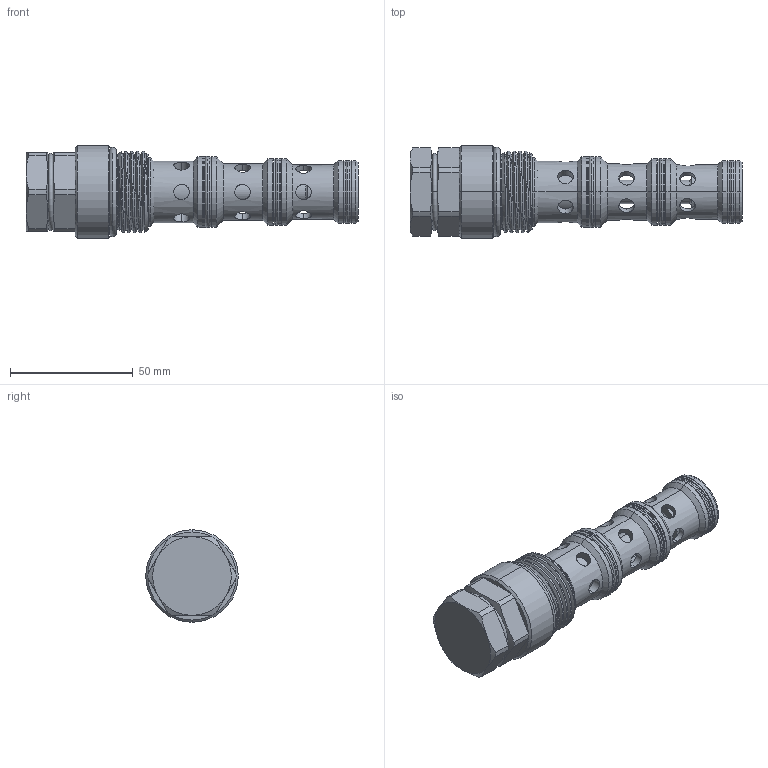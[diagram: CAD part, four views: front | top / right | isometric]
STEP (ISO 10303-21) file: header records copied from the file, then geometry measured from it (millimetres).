
FILE_DESCRIPTION (( 'STEP AP203' ), '1' );
FILE_NAME ('DD16W4S-N.STEP', '2016-05-19T05:25:32', ( '' ), ( '' ), 'SwSTEP 2.0', 'SolidWorks 2012', '' );
FILE_SCHEMA (( 'CONFIG_CONTROL_DESIGN' ));
Length unit declared in the file: millimetre
Products named in the file (1): DD16W4S-N
Bounding box: 135.02 x 37.6 x 37.6 mm (x, y, z)
Volume: 77385.7 mm3; surface area: 24495.4 mm2
Topology: 9 solids, 10 shells, 239 faces, 543 edges, 331 vertices
Faces by surface type: cylinder 133, plane 43, cone 36, torus 24, bspline 3
Entity records: 10117 total; most frequent: CARTESIAN_POINT 4754, DIRECTION 1101, ORIENTED_EDGE 1086, EDGE_CURVE 543, AXIS2_PLACEMENT_3D 467, VERTEX_POINT 331, EDGE_LOOP 286, ADVANCED_FACE 239
